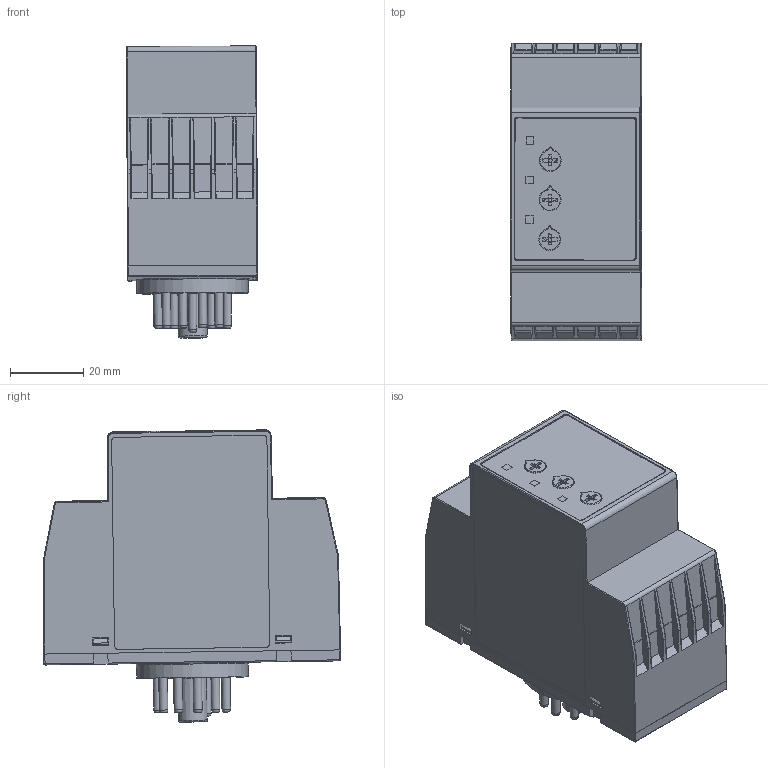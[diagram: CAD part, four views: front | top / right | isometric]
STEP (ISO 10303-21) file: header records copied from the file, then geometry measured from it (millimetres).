
FILE_DESCRIPTION(/* description */ (''),/* implementation_level */ '2;1');
FILE_NAME(/* name */ 'CLP4MA2Axxx_0.stp',/* time_stamp */ '2020-01-23T11:47:14+01:00',/* author */ ('tvb'),/* organization */ (''),/* preprocessor_version */ 'ST-DEVELOPER v18',/* originating_system */ 'Autodesk Inventor 2020',/* authorisation */ '');
FILE_SCHEMA (('AUTOMOTIVE_DESIGN { 1 0 10303 214 3 1 1 }'));
Length unit declared in the file: millimetre
Products named in the file (1): CLP4MA2Axxx_0
Bounding box: 35.81 x 81.12 x 79.81 mm (x, y, z)
Volume: 156286 mm3; surface area: 21779.1 mm2
Topology: 1 solids, 4 shells, 799 faces, 2096 edges, 1363 vertices
Faces by surface type: plane 390, cylinder 179, bspline 133, torus 48, cone 34, sphere 15
Full cylindrical faces by diameter (mm): 2.35 x11, 3 x11, 4.5 x3
Entity records: 30112 total; most frequent: CARTESIAN_POINT 10746, ORIENTED_EDGE 4186, DIRECTION 3728, EDGE_CURVE 2093, VERTEX_POINT 1363, AXIS2_PLACEMENT_3D 1278, LINE 1172, VECTOR 1172
